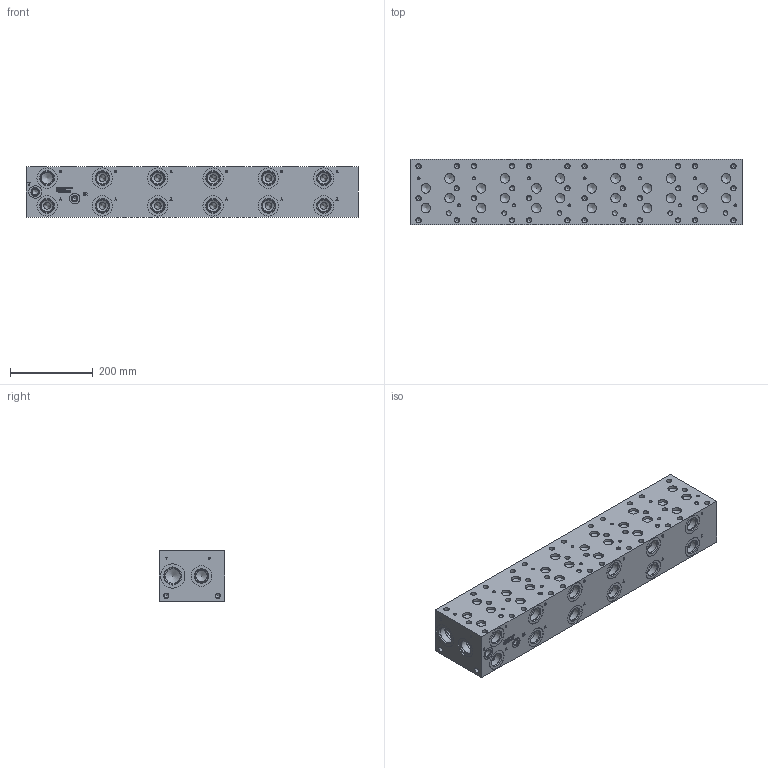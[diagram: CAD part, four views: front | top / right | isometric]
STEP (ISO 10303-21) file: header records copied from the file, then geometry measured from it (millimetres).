
FILE_DESCRIPTION(/* description */ (''),/* implementation_level */ '2;1');
FILE_NAME(/* name */ '_D08P065S.stp',/* time_stamp */ '2020-03-09T13:35:37-04:00',/* author */ ('devonn'),/* organization */ (''),/* preprocessor_version */ 'ST-DEVELOPER v17',/* originating_system */ 'Autodesk Inventor 2019',/* authorisation */ '');
FILE_SCHEMA (('AUTOMOTIVE_DESIGN { 1 0 10303 214 3 1 1 }'));
Length unit declared in the file: millimetre
Products named in the file (1): Part_AD08P065S_3D
Bounding box: 800.1 x 158.75 x 120.65 mm (x, y, z)
Volume: 14522695.1 mm3; surface area: 621777.1 mm2
Topology: 1 solids, 1 shells, 1136 faces, 3080 edges, 2090 vertices
Faces by surface type: plane 505, bspline 229, cylinder 224, cone 178
Full cylindrical faces by diameter (mm): 7.137 x12, 10.719 x41, 11.113 x1, 11.125 x5, 12.7 x40, 12.9 x1, 14.275 x1, 14.3 x1, 14.529 x1, 17.501 x1, 19.05 x1, 19.253 x1, 23.012 x23, 23.017 x1, 25.019 x1, 26.975 x2, 28.575 x12, 30.632 x1, 31.267 x14, 33.34 x2, 33.35 x12, 33.757 x14, 35.509 x12, 35.712 x2, 39.218 x2, 41.275 x1, 41.28 x1, 41.758 x1, 43.51 x1, 49.124 x14
Entity records: 37473 total; most frequent: CARTESIAN_POINT 9184, ORIENTED_EDGE 5960, DIRECTION 5152, EDGE_CURVE 2980, VERTEX_POINT 2090, AXIS2_PLACEMENT_3D 1722, LINE 1708, VECTOR 1708
